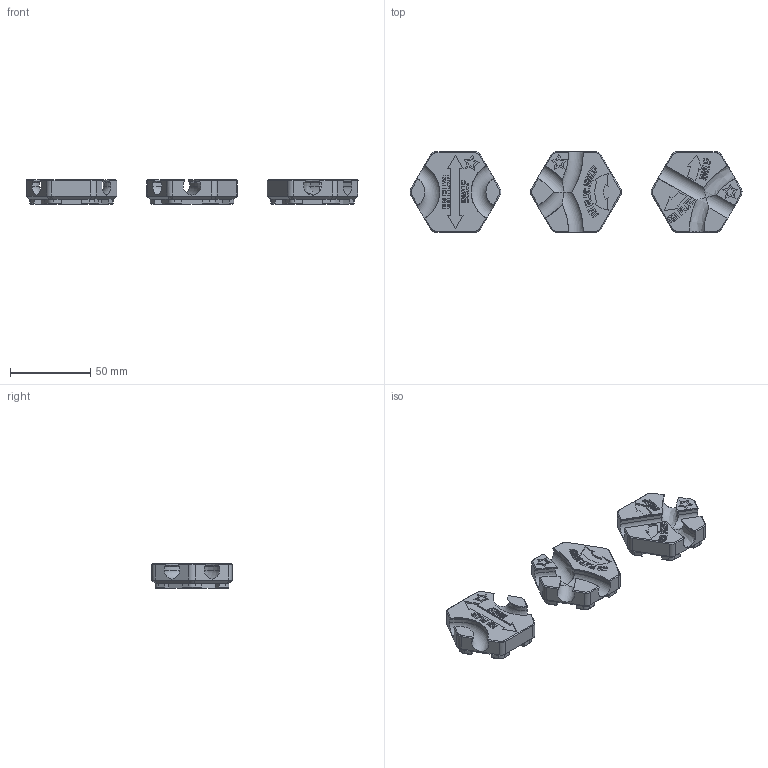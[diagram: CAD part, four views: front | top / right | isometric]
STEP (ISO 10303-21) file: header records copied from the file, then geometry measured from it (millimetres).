
FILE_DESCRIPTION(/* description */ (''),/* implementation_level */ '2;1');
FILE_NAME(/* name */ 'Exchange.step',/* time_stamp */ '2025-05-15T20:09:42-07:00',/* author */ (''),/* organization */ (''),/* preprocessor_version */ 'ST-DEVELOPER v20.1',/* originating_system */ 'Autodesk Translation Framework v14.4.0.0',/* authorisation */ '');
FILE_SCHEMA (('AUTOMOTIVE_DESIGN { 1 0 10303 214 3 1 1 }'));
Length unit declared in the file: millimetre
Products named in the file (4): Exchange; Exchange A; Exchange B; Exchange C
Assembly tree (3 placements, depth 2):
  Exchange
    Exchange A
    Exchange B
    Exchange C
Bounding box: 206.5 x 50 x 15 mm (x, y, z)
Volume: 68862.6 mm3; surface area: 23537.4 mm2
Topology: 3 solids, 3 shells, 949 faces, 2534 edges, 1643 vertices
Faces by surface type: plane 674, bspline 117, cylinder 104, cone 48, torus 6
Entity records: 31092 total; most frequent: CARTESIAN_POINT 7883, ORIENTED_EDGE 5068, DIRECTION 4290, EDGE_CURVE 2534, LINE 1984, VECTOR 1984, VERTEX_POINT 1643, AXIS2_PLACEMENT_3D 1153
